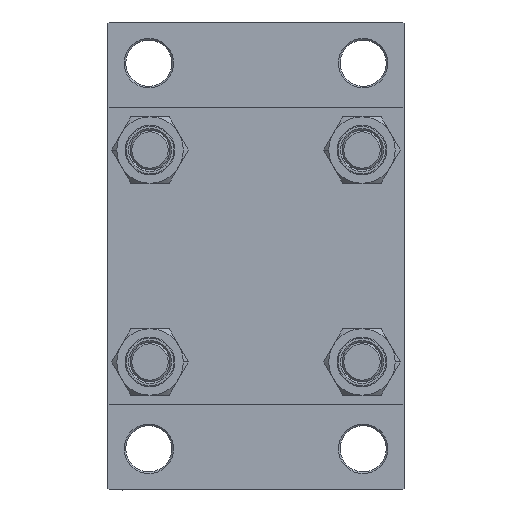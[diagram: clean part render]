
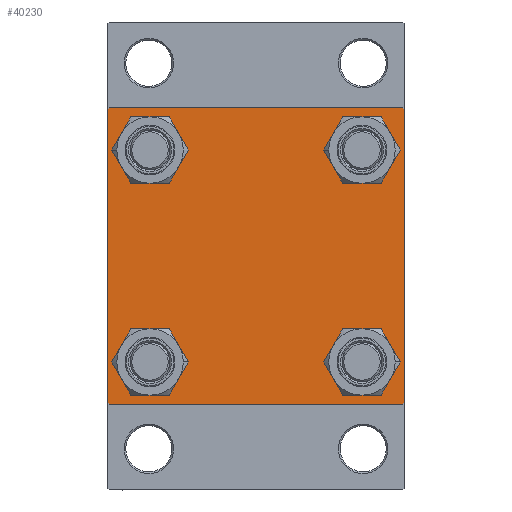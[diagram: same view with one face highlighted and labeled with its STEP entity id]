
A CAD part, left-side view. The second image highlights one B-rep face of the part: STEP entity #40230.
In plain terms, the highlighted planar face has unit normal (-1, 0, 0).
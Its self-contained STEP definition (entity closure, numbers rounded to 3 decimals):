
#1389 = DIRECTION ( 'NONE',  ( 1., 0., 0. ) ) ;
#1659 = DIRECTION ( 'NONE',  ( 0., 0., 1. ) ) ;
#2099 = EDGE_LOOP ( 'NONE', ( #19780, #22861 ) ) ;
#2128 = ORIENTED_EDGE ( 'NONE', *, *, #2790, .T. ) ;
#2187 = CARTESIAN_POINT ( 'NONE',  ( 0., 32.15, -32.15 ) ) ;
#2389 = ORIENTED_EDGE ( 'NONE', *, *, #35585, .T. ) ;
#2488 = DIRECTION ( 'NONE',  ( 1., 0., 0. ) ) ;
#2746 = CARTESIAN_POINT ( 'NONE',  ( 0., -32.15, 38.65 ) ) ;
#2790 = EDGE_CURVE ( 'NONE', #11355, #46616, #19861, .T. ) ;
#2806 = VERTEX_POINT ( 'NONE', #38925 ) ;
#2887 = VERTEX_POINT ( 'NONE', #39640 ) ;
#3058 = VECTOR ( 'NONE', #3196, 1000. ) ;
#3060 = EDGE_LOOP ( 'NONE', ( #13627, #9582, #3627, #29185, #43633, #14771, #26353, #43246 ) ) ;
#3196 = DIRECTION ( 'NONE',  ( 0., -1., 0. ) ) ;
#3331 = CIRCLE ( 'NONE', #35783, 6.5 ) ;
#3381 = CARTESIAN_POINT ( 'NONE',  ( 0., -44.5, 45. ) ) ;
#3627 = ORIENTED_EDGE ( 'NONE', *, *, #34312, .T. ) ;
#3768 = CARTESIAN_POINT ( 'NONE',  ( 0., 45., 45. ) ) ;
#4400 = CIRCLE ( 'NONE', #5154, 6.5 ) ;
#4983 = AXIS2_PLACEMENT_3D ( 'NONE', #14567, #36356, #40467 ) ;
#5154 = AXIS2_PLACEMENT_3D ( 'NONE', #6132, #2488, #12675 ) ;
#5509 = EDGE_CURVE ( 'NONE', #22918, #26487, #22206, .T. ) ;
#5998 = DIRECTION ( 'NONE',  ( 0., 0., 1. ) ) ;
#6132 = CARTESIAN_POINT ( 'NONE',  ( 0., -32.15, -32.15 ) ) ;
#6299 = CARTESIAN_POINT ( 'NONE',  ( 0., 44.75, -44.75 ) ) ;
#6354 = DIRECTION ( 'NONE',  ( 0., 0.707, -0.707 ) ) ;
#6468 = VECTOR ( 'NONE', #13565, 1000. ) ;
#6852 = FACE_BOUND ( 'NONE', #42805, .T. ) ;
#6964 = ORIENTED_EDGE ( 'NONE', *, *, #18262, .T. ) ;
#7484 = EDGE_CURVE ( 'NONE', #2887, #26487, #16846, .T. ) ;
#8143 = CARTESIAN_POINT ( 'NONE',  ( 0., -44.75, -44.75 ) ) ;
#8297 = DIRECTION ( 'NONE',  ( 0., 0.707, 0.707 ) ) ;
#8574 = VECTOR ( 'NONE', #6354, 1000. ) ;
#8789 = ORIENTED_EDGE ( 'NONE', *, *, #41666, .T. ) ;
#8940 = CARTESIAN_POINT ( 'NONE',  ( 0., 32.15, 25.65 ) ) ;
#8964 = EDGE_LOOP ( 'NONE', ( #39829, #47565 ) ) ;
#9391 = EDGE_CURVE ( 'NONE', #40917, #13108, #38802, .T. ) ;
#9582 = ORIENTED_EDGE ( 'NONE', *, *, #47150, .T. ) ;
#9788 = DIRECTION ( 'NONE',  ( 0., 0., 1. ) ) ;
#9945 = VECTOR ( 'NONE', #46381, 1000. ) ;
#10020 = DIRECTION ( 'NONE',  ( 1., 0., 0. ) ) ;
#10846 = VERTEX_POINT ( 'NONE', #3381 ) ;
#11355 = VERTEX_POINT ( 'NONE', #2746 ) ;
#12533 = CIRCLE ( 'NONE', #27233, 6.5 ) ;
#12545 = VECTOR ( 'NONE', #33320, 1000. ) ;
#12675 = DIRECTION ( 'NONE',  ( 0., 0., 1. ) ) ;
#12741 = CARTESIAN_POINT ( 'NONE',  ( 0., -45., 45. ) ) ;
#13108 = VERTEX_POINT ( 'NONE', #42188 ) ;
#13282 = EDGE_CURVE ( 'NONE', #20961, #2806, #19680, .T. ) ;
#13512 = CARTESIAN_POINT ( 'NONE',  ( 0., -32.15, -38.65 ) ) ;
#13540 = DIRECTION ( 'NONE',  ( 1., 0., 0. ) ) ;
#13565 = DIRECTION ( 'NONE',  ( 0., -0.707, -0.707 ) ) ;
#13627 = ORIENTED_EDGE ( 'NONE', *, *, #34231, .T. ) ;
#13687 = AXIS2_PLACEMENT_3D ( 'NONE', #31184, #1389, #5998 ) ;
#13772 = CIRCLE ( 'NONE', #40836, 6.5 ) ;
#13799 = LINE ( 'NONE', #6299, #6468 ) ;
#13813 = DIRECTION ( 'NONE',  ( 0., 0., 1. ) ) ;
#13859 = LINE ( 'NONE', #25480, #3058 ) ;
#14512 = CARTESIAN_POINT ( 'NONE',  ( 0., 44.5, -45. ) ) ;
#14567 = CARTESIAN_POINT ( 'NONE',  ( 0., 32.15, 32.15 ) ) ;
#14600 = FACE_BOUND ( 'NONE', #39589, .T. ) ;
#14771 = ORIENTED_EDGE ( 'NONE', *, *, #35646, .T. ) ;
#16130 = EDGE_CURVE ( 'NONE', #31669, #47174, #41421, .T. ) ;
#16181 = VERTEX_POINT ( 'NONE', #35606 ) ;
#16846 = LINE ( 'NONE', #12741, #9945 ) ;
#17510 = FACE_OUTER_BOUND ( 'NONE', #3060, .T. ) ;
#18003 = CIRCLE ( 'NONE', #31916, 6.5 ) ;
#18262 = EDGE_CURVE ( 'NONE', #42941, #30772, #4400, .T. ) ;
#18613 = CARTESIAN_POINT ( 'NONE',  ( 0., -32.15, 25.65 ) ) ;
#19008 = LINE ( 'NONE', #3768, #37296 ) ;
#19680 = CIRCLE ( 'NONE', #4983, 6.5 ) ;
#19780 = ORIENTED_EDGE ( 'NONE', *, *, #16130, .T. ) ;
#19861 = CIRCLE ( 'NONE', #13687, 6.5 ) ;
#20068 = CARTESIAN_POINT ( 'NONE',  ( 0., 32.15, -32.15 ) ) ;
#20536 = CARTESIAN_POINT ( 'NONE',  ( 0., 32.15, -25.65 ) ) ;
#20549 = AXIS2_PLACEMENT_3D ( 'NONE', #2187, #32471, #13813 ) ;
#20583 = CARTESIAN_POINT ( 'NONE',  ( 0., 32.15, -38.65 ) ) ;
#20961 = VERTEX_POINT ( 'NONE', #8940 ) ;
#21115 = CARTESIAN_POINT ( 'NONE',  ( 0., -45., -44.5 ) ) ;
#21157 = DIRECTION ( 'NONE',  ( 0., 0., 1. ) ) ;
#22206 = LINE ( 'NONE', #8143, #44679 ) ;
#22861 = ORIENTED_EDGE ( 'NONE', *, *, #43522, .T. ) ;
#22918 = VERTEX_POINT ( 'NONE', #26913 ) ;
#24703 = EDGE_CURVE ( 'NONE', #2806, #20961, #13772, .T. ) ;
#25480 = CARTESIAN_POINT ( 'NONE',  ( 0., 45., 45. ) ) ;
#26353 = ORIENTED_EDGE ( 'NONE', *, *, #27438, .F. ) ;
#26487 = VERTEX_POINT ( 'NONE', #21115 ) ;
#26555 = DIRECTION ( 'NONE',  ( 0., -0.707, 0.707 ) ) ;
#26913 = CARTESIAN_POINT ( 'NONE',  ( 0., -44.5, -45. ) ) ;
#27233 = AXIS2_PLACEMENT_3D ( 'NONE', #20068, #42823, #1659 ) ;
#27277 = VECTOR ( 'NONE', #8297, 1000. ) ;
#27438 = EDGE_CURVE ( 'NONE', #40917, #10846, #13859, .T. ) ;
#29185 = ORIENTED_EDGE ( 'NONE', *, *, #5509, .T. ) ;
#29368 = VERTEX_POINT ( 'NONE', #14512 ) ;
#29629 = LINE ( 'NONE', #33737, #27277 ) ;
#30772 = VERTEX_POINT ( 'NONE', #13512 ) ;
#31184 = CARTESIAN_POINT ( 'NONE',  ( 0., -32.15, 32.15 ) ) ;
#31344 = CARTESIAN_POINT ( 'NONE',  ( 0., 32.15, 32.15 ) ) ;
#31669 = VERTEX_POINT ( 'NONE', #20536 ) ;
#31916 = AXIS2_PLACEMENT_3D ( 'NONE', #32906, #13540, #32435 ) ;
#32435 = DIRECTION ( 'NONE',  ( 0., 0., 1. ) ) ;
#32471 = DIRECTION ( 'NONE',  ( 1., 0., 0. ) ) ;
#32683 = AXIS2_PLACEMENT_3D ( 'NONE', #47517, #33006, #43416 ) ;
#32771 = PLANE ( 'NONE',  #32683 ) ;
#32906 = CARTESIAN_POINT ( 'NONE',  ( 0., -32.15, -32.15 ) ) ;
#33006 = DIRECTION ( 'NONE',  ( -1., 0., 0. ) ) ;
#33320 = DIRECTION ( 'NONE',  ( 0., -1., 0. ) ) ;
#33737 = CARTESIAN_POINT ( 'NONE',  ( 0., -44.75, 44.75 ) ) ;
#34024 = DIRECTION ( 'NONE',  ( 0., 0., -1. ) ) ;
#34231 = EDGE_CURVE ( 'NONE', #13108, #16181, #19008, .T. ) ;
#34312 = EDGE_CURVE ( 'NONE', #29368, #22918, #37174, .T. ) ;
#35405 = CARTESIAN_POINT ( 'NONE',  ( 0., 44.75, 44.75 ) ) ;
#35585 = EDGE_CURVE ( 'NONE', #46616, #11355, #3331, .T. ) ;
#35606 = CARTESIAN_POINT ( 'NONE',  ( 0., 45., -44.5 ) ) ;
#35646 = EDGE_CURVE ( 'NONE', #2887, #10846, #29629, .T. ) ;
#35783 = AXIS2_PLACEMENT_3D ( 'NONE', #39560, #36181, #9788 ) ;
#36181 = DIRECTION ( 'NONE',  ( 1., 0., 0. ) ) ;
#36356 = DIRECTION ( 'NONE',  ( 1., 0., 0. ) ) ;
#37174 = LINE ( 'NONE', #44433, #12545 ) ;
#37296 = VECTOR ( 'NONE', #34024, 1000. ) ;
#38802 = LINE ( 'NONE', #35405, #8574 ) ;
#38925 = CARTESIAN_POINT ( 'NONE',  ( 0., 32.15, 38.65 ) ) ;
#39560 = CARTESIAN_POINT ( 'NONE',  ( 0., -32.15, 32.15 ) ) ;
#39589 = EDGE_LOOP ( 'NONE', ( #6964, #8789 ) ) ;
#39640 = CARTESIAN_POINT ( 'NONE',  ( 0., -45., 44.5 ) ) ;
#39829 = ORIENTED_EDGE ( 'NONE', *, *, #24703, .T. ) ;
#40230 = ADVANCED_FACE ( 'NONE', ( #6852, #14600, #40498, #43895, #17510 ), #32771, .T. ) ;
#40467 = DIRECTION ( 'NONE',  ( 0., 0., 1. ) ) ;
#40498 = FACE_BOUND ( 'NONE', #2099, .T. ) ;
#40836 = AXIS2_PLACEMENT_3D ( 'NONE', #31344, #10020, #21157 ) ;
#40856 = CARTESIAN_POINT ( 'NONE',  ( 0., -32.15, -25.65 ) ) ;
#40917 = VERTEX_POINT ( 'NONE', #47646 ) ;
#41421 = CIRCLE ( 'NONE', #20549, 6.5 ) ;
#41666 = EDGE_CURVE ( 'NONE', #30772, #42941, #18003, .T. ) ;
#42188 = CARTESIAN_POINT ( 'NONE',  ( 0., 45., 44.5 ) ) ;
#42805 = EDGE_LOOP ( 'NONE', ( #2128, #2389 ) ) ;
#42823 = DIRECTION ( 'NONE',  ( 1., 0., 0. ) ) ;
#42941 = VERTEX_POINT ( 'NONE', #40856 ) ;
#43246 = ORIENTED_EDGE ( 'NONE', *, *, #9391, .T. ) ;
#43416 = DIRECTION ( 'NONE',  ( 0., 0., 1. ) ) ;
#43522 = EDGE_CURVE ( 'NONE', #47174, #31669, #12533, .T. ) ;
#43633 = ORIENTED_EDGE ( 'NONE', *, *, #7484, .F. ) ;
#43895 = FACE_BOUND ( 'NONE', #8964, .T. ) ;
#44433 = CARTESIAN_POINT ( 'NONE',  ( 0., 45., -45. ) ) ;
#44679 = VECTOR ( 'NONE', #26555, 1000. ) ;
#46381 = DIRECTION ( 'NONE',  ( 0., 0., -1. ) ) ;
#46616 = VERTEX_POINT ( 'NONE', #18613 ) ;
#47150 = EDGE_CURVE ( 'NONE', #16181, #29368, #13799, .T. ) ;
#47174 = VERTEX_POINT ( 'NONE', #20583 ) ;
#47517 = CARTESIAN_POINT ( 'NONE',  ( 0., 0., 0. ) ) ;
#47565 = ORIENTED_EDGE ( 'NONE', *, *, #13282, .T. ) ;
#47646 = CARTESIAN_POINT ( 'NONE',  ( 0., 44.5, 45. ) ) ;
